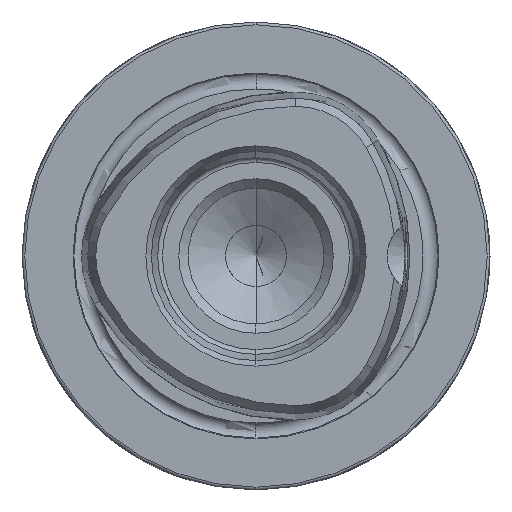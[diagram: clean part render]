
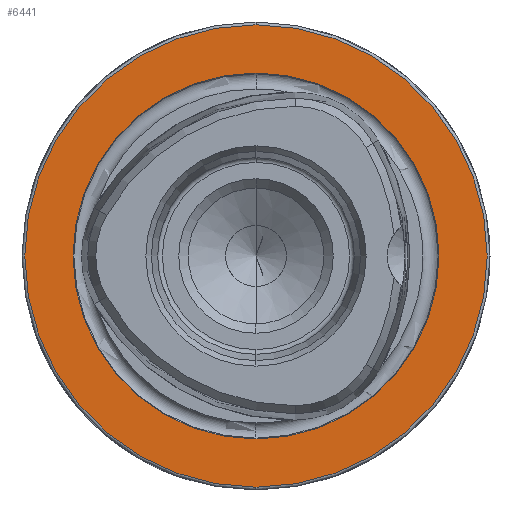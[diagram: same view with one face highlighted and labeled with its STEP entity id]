
A CAD part, left-side view. The second image highlights one B-rep face of the part: STEP entity #6441.
In plain terms, the highlighted planar face has unit normal (-1, 0, 0).
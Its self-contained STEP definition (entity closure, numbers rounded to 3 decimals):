
#2456 = EDGE_CURVE ( 'NONE', #6264, #6262, #3725, .T. ) ;
#2463 = EDGE_CURVE ( 'NONE', #6260, #6259, #3743, .T. ) ;
#2769 = AXIS2_PLACEMENT_3D ( 'NONE', #2873, #2874, #2875 ) ;
#2773 = AXIS2_PLACEMENT_3D ( 'NONE', #2917, #2918, #2919 ) ;
#2873 = CARTESIAN_POINT ( 'NONE',  ( 0., 0., 0. ) ) ;
#2874 = DIRECTION ( 'NONE',  ( -1., 0., 0. ) ) ;
#2875 = DIRECTION ( 'NONE',  ( 0., 0., 1. ) ) ;
#2917 = CARTESIAN_POINT ( 'NONE',  ( 0., 0., 0. ) ) ;
#2918 = DIRECTION ( 'NONE',  ( -1., 0., 0. ) ) ;
#2919 = DIRECTION ( 'NONE',  ( 0., 0., 1. ) ) ;
#3517 = CARTESIAN_POINT ( 'NONE',  ( 0., 19.55, 0. ) ) ;
#3520 = PLANE ( 'NONE',  #4670 ) ;
#3522 = DIRECTION ( 'NONE',  ( 1., 0., 0. ) ) ;
#3523 = DIRECTION ( 'NONE',  ( 0., 0., -1. ) ) ;
#3725 = CIRCLE ( 'NONE', #2769, 19.55 ) ;
#3743 = CIRCLE ( 'NONE', #2773, 24.7 ) ;
#3810 = FACE_BOUND ( 'NONE', #5123, .T. ) ;
#3818 = FACE_OUTER_BOUND ( 'NONE', #4363, .T. ) ;
#4363 = EDGE_LOOP ( 'NONE', ( #8281, #8282 ) ) ;
#4670 = AXIS2_PLACEMENT_3D ( 'NONE', #3517, #3522, #3523 ) ;
#4792 = AXIS2_PLACEMENT_3D ( 'NONE', #5651, #5652, #5653 ) ;
#4793 = AXIS2_PLACEMENT_3D ( 'NONE', #5654, #5655, #5656 ) ;
#4934 = CARTESIAN_POINT ( 'NONE',  ( 0., 0., -24.7 ) ) ;
#4935 = CARTESIAN_POINT ( 'NONE',  ( 0., 0., 24.7 ) ) ;
#4937 = CARTESIAN_POINT ( 'NONE',  ( 0., 0., 19.55 ) ) ;
#4939 = CARTESIAN_POINT ( 'NONE',  ( 0., 0., -19.55 ) ) ;
#5123 = EDGE_LOOP ( 'NONE', ( #8279, #8280 ) ) ;
#5651 = CARTESIAN_POINT ( 'NONE',  ( 0., 0., 0. ) ) ;
#5652 = DIRECTION ( 'NONE',  ( -1., 0., 0. ) ) ;
#5653 = DIRECTION ( 'NONE',  ( 0., 0., 1. ) ) ;
#5654 = CARTESIAN_POINT ( 'NONE',  ( 0., 0., 0. ) ) ;
#5655 = DIRECTION ( 'NONE',  ( -1., 0., 0. ) ) ;
#5656 = DIRECTION ( 'NONE',  ( 0., 0., 1. ) ) ;
#6259 = VERTEX_POINT ( 'NONE', #4934 ) ;
#6260 = VERTEX_POINT ( 'NONE', #4935 ) ;
#6262 = VERTEX_POINT ( 'NONE', #4937 ) ;
#6264 = VERTEX_POINT ( 'NONE', #4939 ) ;
#6441 = ADVANCED_FACE ( 'NONE', ( #3810, #3818 ), #3520, .F. ) ;
#8279 = ORIENTED_EDGE ( 'NONE', *, *, #9393, .F. ) ;
#8280 = ORIENTED_EDGE ( 'NONE', *, *, #2456, .F. ) ;
#8281 = ORIENTED_EDGE ( 'NONE', *, *, #2463, .T. ) ;
#8282 = ORIENTED_EDGE ( 'NONE', *, *, #9394, .T. ) ;
#9393 = EDGE_CURVE ( 'NONE', #6262, #6264, #9719, .T. ) ;
#9394 = EDGE_CURVE ( 'NONE', #6259, #6260, #9720, .T. ) ;
#9719 = CIRCLE ( 'NONE', #4792, 19.55 ) ;
#9720 = CIRCLE ( 'NONE', #4793, 24.7 ) ;
